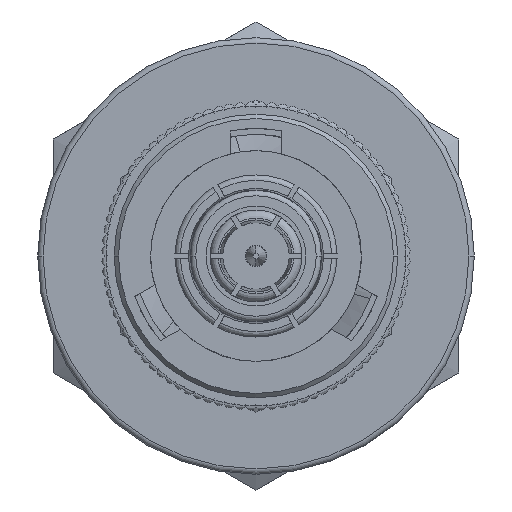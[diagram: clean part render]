
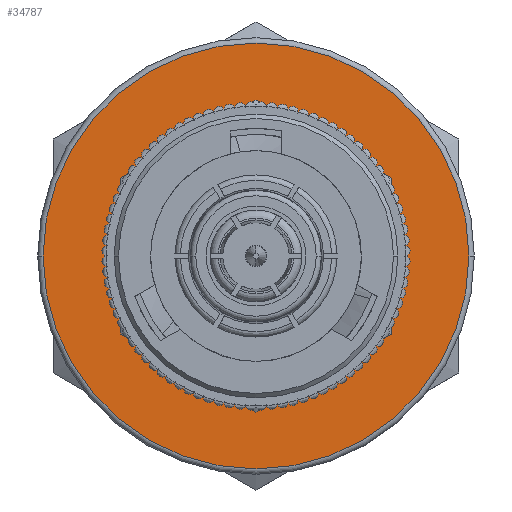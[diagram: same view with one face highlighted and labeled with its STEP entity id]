
A CAD part, left-side view. The second image highlights one B-rep face of the part: STEP entity #34787.
In plain terms, the highlighted planar face has unit normal (-1, 0, 0).
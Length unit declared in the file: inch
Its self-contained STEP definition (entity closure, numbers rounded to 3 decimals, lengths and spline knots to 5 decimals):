
#858 = FACE_OUTER_BOUND ( 'NONE', #12433, .T. ) ;
#883 = VERTEX_POINT ( 'NONE', #28452 ) ;
#1553 = ORIENTED_EDGE ( 'NONE', *, *, #38201, .F. ) ;
#3219 = ORIENTED_EDGE ( 'NONE', *, *, #13904, .F. ) ;
#3473 = VERTEX_POINT ( 'NONE', #28643 ) ;
#6234 = CIRCLE ( 'NONE', #30035, 0.394 ) ;
#6921 = EDGE_CURVE ( 'NONE', #33432, #27957, #28078, .T. ) ;
#8344 = CARTESIAN_POINT ( 'NONE',  ( -0.85374, 0., 0. ) ) ;
#9673 = DIRECTION ( 'NONE',  ( 1., 0., 0. ) ) ;
#12433 = EDGE_LOOP ( 'NONE', ( #3219, #1553 ) ) ;
#12875 = PLANE ( 'NONE',  #43881 ) ;
#13381 = ORIENTED_EDGE ( 'NONE', *, *, #6921, .T. ) ;
#13904 = EDGE_CURVE ( 'NONE', #3473, #883, #6234, .T. ) ;
#14785 = DIRECTION ( 'NONE',  ( 0., 0., -1. ) ) ;
#16252 = AXIS2_PLACEMENT_3D ( 'NONE', #37390, #30181, #14785 ) ;
#18266 = CARTESIAN_POINT ( 'NONE',  ( -0.85374, 0., 0. ) ) ;
#19005 = EDGE_CURVE ( 'NONE', #27957, #33432, #24209, .T. ) ;
#20972 = AXIS2_PLACEMENT_3D ( 'NONE', #8344, #26735, #45335 ) ;
#21108 = DIRECTION ( 'NONE',  ( 0., 0., -1. ) ) ;
#24209 = CIRCLE ( 'NONE', #16252, 0.275 ) ;
#24792 = DIRECTION ( 'NONE',  ( 0., 0., -1. ) ) ;
#25319 = DIRECTION ( 'NONE',  ( 0., 0., -1. ) ) ;
#25743 = CIRCLE ( 'NONE', #20972, 0.394 ) ;
#26735 = DIRECTION ( 'NONE',  ( 1., 0., 0. ) ) ;
#27957 = VERTEX_POINT ( 'NONE', #40168 ) ;
#28078 = CIRCLE ( 'NONE', #43184, 0.275 ) ;
#28452 = CARTESIAN_POINT ( 'NONE',  ( -0.85374, 0., 0.394 ) ) ;
#28643 = CARTESIAN_POINT ( 'NONE',  ( -0.85374, 0., -0.394 ) ) ;
#28798 = DIRECTION ( 'NONE',  ( 1., 0., 0. ) ) ;
#30035 = AXIS2_PLACEMENT_3D ( 'NONE', #31771, #28798, #21108 ) ;
#30181 = DIRECTION ( 'NONE',  ( 1., 0., 0. ) ) ;
#30386 = ORIENTED_EDGE ( 'NONE', *, *, #19005, .T. ) ;
#31771 = CARTESIAN_POINT ( 'NONE',  ( -0.85374, 0., 0. ) ) ;
#33432 = VERTEX_POINT ( 'NONE', #42449 ) ;
#34787 = ADVANCED_FACE ( 'NONE', ( #858, #46906 ), #12875, .F. ) ;
#37390 = CARTESIAN_POINT ( 'NONE',  ( -0.85374, 0., 0. ) ) ;
#38201 = EDGE_CURVE ( 'NONE', #883, #3473, #25743, .T. ) ;
#38296 = EDGE_LOOP ( 'NONE', ( #30386, #13381 ) ) ;
#40168 = CARTESIAN_POINT ( 'NONE',  ( -0.85374, 0., -0.275 ) ) ;
#42449 = CARTESIAN_POINT ( 'NONE',  ( -0.85374, 0., 0.275 ) ) ;
#43177 = CARTESIAN_POINT ( 'NONE',  ( -0.85374, 0.394, 0. ) ) ;
#43184 = AXIS2_PLACEMENT_3D ( 'NONE', #18266, #45075, #24792 ) ;
#43881 = AXIS2_PLACEMENT_3D ( 'NONE', #43177, #9673, #25319 ) ;
#45075 = DIRECTION ( 'NONE',  ( 1., 0., 0. ) ) ;
#45335 = DIRECTION ( 'NONE',  ( 0., 0., -1. ) ) ;
#46906 = FACE_BOUND ( 'NONE', #38296, .T. ) ;
